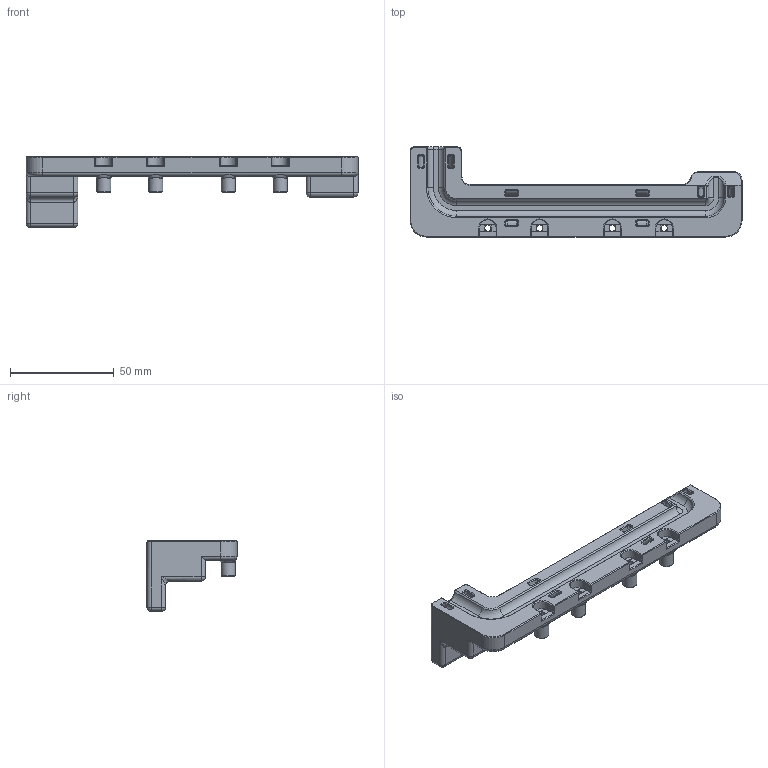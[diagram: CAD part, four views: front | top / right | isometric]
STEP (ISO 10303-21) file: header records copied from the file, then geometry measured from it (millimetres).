
FILE_DESCRIPTION(/* description */ (''),/* implementation_level */ '2;1');
FILE_NAME(/* name */ '[a]_XY_Drag_Chain_Transition_x1.step',/* time_stamp */ '2024-04-24T21:26:14-07:00',/* author */ (''),/* organization */ (''),/* preprocessor_version */ 'ST-DEVELOPER v20',/* originating_system */ 'Autodesk Translation Framework v12.20.1.177',/* authorisation */ '');
FILE_SCHEMA (('AUTOMOTIVE_DESIGN { 1 0 10303 214 3 1 1 }'));
Length unit declared in the file: millimetre
Products named in the file (1): XY dragchain transition
Bounding box: 160 x 43.42 x 34.12 mm (x, y, z)
Volume: 50449.8 mm3; surface area: 18828.9 mm2
Topology: 1 solids, 1 shells, 384 faces, 952 edges, 569 vertices
Faces by surface type: plane 166, bspline 87, cylinder 65, cone 32, torus 26, sphere 8
Full cylindrical faces by diameter (mm): 3.1 x6, 4.7 x5, 6.8 x4
Entity records: 15039 total; most frequent: CARTESIAN_POINT 6422, ORIENTED_EDGE 1900, DIRECTION 1579, EDGE_CURVE 950, VERTEX_POINT 569, LINE 559, VECTOR 559, AXIS2_PLACEMENT_3D 510
